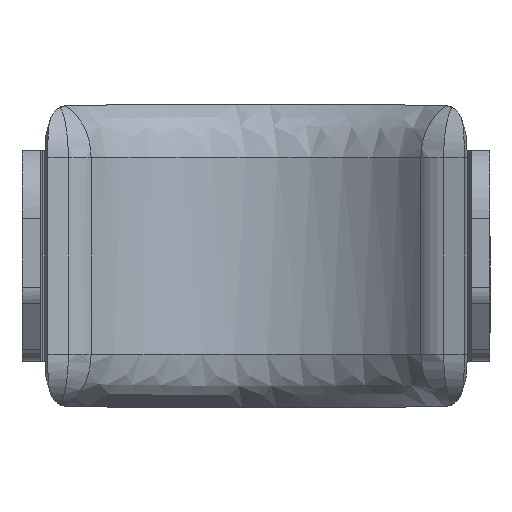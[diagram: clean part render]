
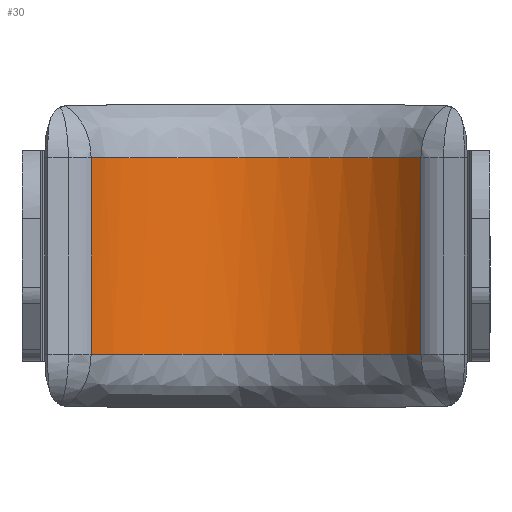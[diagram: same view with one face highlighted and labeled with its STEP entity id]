
A CAD part, front view. The second image highlights one B-rep face of the part: STEP entity #30.
In plain terms, the highlighted free-form (B-spline) face has degree [3, 1] with [34, 2] control points.
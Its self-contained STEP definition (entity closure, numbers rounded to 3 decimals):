
#30=ADVANCED_FACE('',(#274),#3450,.T.);
#274=FACE_OUTER_BOUND('',#505,.T.);
#505=EDGE_LOOP('',(#770,#771,#772,#773));
#770=ORIENTED_EDGE('',*,*,#1928,.T.);
#771=ORIENTED_EDGE('',*,*,#1848,.T.);
#772=ORIENTED_EDGE('',*,*,#1911,.T.);
#773=ORIENTED_EDGE('',*,*,#1849,.T.);
#1848=EDGE_CURVE('',#2943,#2944,#2524,.T.);
#1849=EDGE_CURVE('',#2945,#2942,#2525,.T.);
#1911=EDGE_CURVE('',#2944,#2945,#2405,.T.);
#1928=EDGE_CURVE('',#2942,#2943,#2409,.T.);
#2405=(
BOUNDED_CURVE()
B_SPLINE_CURVE(2,(#5894,#5895,#5896,#5897,#5898),.UNSPECIFIED.,.F.,.F.)
B_SPLINE_CURVE_WITH_KNOTS((3,2,3),(0.,20.629,41.259),
 .UNSPECIFIED.)
CURVE()
GEOMETRIC_REPRESENTATION_ITEM()
RATIONAL_B_SPLINE_CURVE((1.,0.901,1.,0.901,1.))
REPRESENTATION_ITEM('')
);
#2409=(
BOUNDED_CURVE()
B_SPLINE_CURVE(2,(#6048,#6049,#6050,#6051,#6052),.UNSPECIFIED.,.F.,.F.)
B_SPLINE_CURVE_WITH_KNOTS((3,2,3),(-41.259,-20.629,
0.),.UNSPECIFIED.)
CURVE()
GEOMETRIC_REPRESENTATION_ITEM()
RATIONAL_B_SPLINE_CURVE((1.,0.901,1.,0.901,1.))
REPRESENTATION_ITEM('')
);
#2524=B_SPLINE_CURVE_WITH_KNOTS('',1,(#5527,#5528),.UNSPECIFIED.,.F.,.F.,
(2,2),(0.,21.434),.UNSPECIFIED.);
#2525=B_SPLINE_CURVE_WITH_KNOTS('',1,(#5529,#5530),.UNSPECIFIED.,.F.,.F.,
(2,2),(-21.434,0.),.UNSPECIFIED.);
#2942=VERTEX_POINT('',#5415);
#2943=VERTEX_POINT('',#5416);
#2944=VERTEX_POINT('',#5417);
#2945=VERTEX_POINT('',#5418);
#3450=B_SPLINE_SURFACE_WITH_KNOTS('',3,1,((#4005,#4006),(#4007,#4008),(#4009,
#4010),(#4011,#4012),(#4013,#4014),(#4015,#4016),(#4017,#4018),(#4019,#4020),
(#4021,#4022),(#4023,#4024),(#4025,#4026),(#4027,#4028),(#4029,#4030),(#4031,
#4032),(#4033,#4034),(#4035,#4036),(#4037,#4038),(#4039,#4040),(#4041,#4042),
(#4043,#4044),(#4045,#4046),(#4047,#4048),(#4049,#4050),(#4051,#4052),(#4053,
#4054),(#4055,#4056),(#4057,#4058),(#4059,#4060),(#4061,#4062),(#4063,#4064),
(#4065,#4066),(#4067,#4068),(#4069,#4070),(#4071,#4072)),.UNSPECIFIED.,
 .F.,.F.,.F.,(4,2,2,2,2,2,2,2,2,2,2,2,2,2,2,2,4),(2,2),(0.,2.579,
5.157,7.736,10.315,12.893,15.472,
18.051,20.629,23.208,25.787,28.365,
30.944,33.523,36.101,38.68,41.259),
(0.,21.434),.UNSPECIFIED.);
#4005=CARTESIAN_POINT('',(5.527,60.419,-11.052));
#4006=CARTESIAN_POINT('',(5.527,60.419,10.382));
#4007=CARTESIAN_POINT('',(6.064,61.091,-11.052));
#4008=CARTESIAN_POINT('',(6.064,61.091,10.382));
#4009=CARTESIAN_POINT('',(6.638,61.733,-11.052));
#4010=CARTESIAN_POINT('',(6.638,61.733,10.382));
#4011=CARTESIAN_POINT('',(7.854,62.948,-11.052));
#4012=CARTESIAN_POINT('',(7.854,62.948,10.382));
#4013=CARTESIAN_POINT('',(8.496,63.521,-11.052));
#4014=CARTESIAN_POINT('',(8.496,63.521,10.382));
#4015=CARTESIAN_POINT('',(9.841,64.592,-11.052));
#4016=CARTESIAN_POINT('',(9.841,64.592,10.382));
#4017=CARTESIAN_POINT('',(10.543,65.09,-11.052));
#4018=CARTESIAN_POINT('',(10.543,65.09,10.382));
#4019=CARTESIAN_POINT('',(12.,66.004,-11.052));
#4020=CARTESIAN_POINT('',(12.,66.004,10.382));
#4021=CARTESIAN_POINT('',(12.753,66.42,-11.052));
#4022=CARTESIAN_POINT('',(12.753,66.42,10.382));
#4023=CARTESIAN_POINT('',(14.302,67.165,-11.052));
#4024=CARTESIAN_POINT('',(14.302,67.165,10.382));
#4025=CARTESIAN_POINT('',(15.098,67.495,-11.052));
#4026=CARTESIAN_POINT('',(15.098,67.495,10.382));
#4027=CARTESIAN_POINT('',(16.72,68.062,-11.052));
#4028=CARTESIAN_POINT('',(16.72,68.062,10.382));
#4029=CARTESIAN_POINT('',(17.548,68.3,-11.052));
#4030=CARTESIAN_POINT('',(17.548,68.3,10.382));
#4031=CARTESIAN_POINT('',(19.224,68.682,-11.052));
#4032=CARTESIAN_POINT('',(19.224,68.682,10.382));
#4033=CARTESIAN_POINT('',(20.073,68.827,-11.052));
#4034=CARTESIAN_POINT('',(20.073,68.827,10.382));
#4035=CARTESIAN_POINT('',(21.781,69.019,-11.052));
#4036=CARTESIAN_POINT('',(21.781,69.019,10.382));
#4037=CARTESIAN_POINT('',(22.64,69.067,-11.052));
#4038=CARTESIAN_POINT('',(22.64,69.067,10.382));
#4039=CARTESIAN_POINT('',(24.36,69.067,-11.052));
#4040=CARTESIAN_POINT('',(24.36,69.067,10.382));
#4041=CARTESIAN_POINT('',(25.219,69.019,-11.052));
#4042=CARTESIAN_POINT('',(25.219,69.019,10.382));
#4043=CARTESIAN_POINT('',(26.927,68.827,-11.052));
#4044=CARTESIAN_POINT('',(26.927,68.827,10.382));
#4045=CARTESIAN_POINT('',(27.776,68.682,-11.052));
#4046=CARTESIAN_POINT('',(27.776,68.682,10.382));
#4047=CARTESIAN_POINT('',(29.452,68.3,-11.052));
#4048=CARTESIAN_POINT('',(29.452,68.3,10.382));
#4049=CARTESIAN_POINT('',(30.28,68.062,-11.052));
#4050=CARTESIAN_POINT('',(30.28,68.062,10.382));
#4051=CARTESIAN_POINT('',(31.902,67.495,-11.052));
#4052=CARTESIAN_POINT('',(31.902,67.495,10.382));
#4053=CARTESIAN_POINT('',(32.698,67.165,-11.052));
#4054=CARTESIAN_POINT('',(32.698,67.165,10.382));
#4055=CARTESIAN_POINT('',(34.247,66.42,-11.052));
#4056=CARTESIAN_POINT('',(34.247,66.42,10.382));
#4057=CARTESIAN_POINT('',(35.001,66.004,-11.052));
#4058=CARTESIAN_POINT('',(35.001,66.004,10.382));
#4059=CARTESIAN_POINT('',(36.457,65.09,-11.052));
#4060=CARTESIAN_POINT('',(36.457,65.09,10.382));
#4061=CARTESIAN_POINT('',(37.159,64.592,-11.052));
#4062=CARTESIAN_POINT('',(37.159,64.592,10.382));
#4063=CARTESIAN_POINT('',(38.503,63.521,-11.052));
#4064=CARTESIAN_POINT('',(38.503,63.521,10.382));
#4065=CARTESIAN_POINT('',(39.146,62.947,-11.052));
#4066=CARTESIAN_POINT('',(39.146,62.947,10.382));
#4067=CARTESIAN_POINT('',(40.362,61.733,-11.052));
#4068=CARTESIAN_POINT('',(40.362,61.733,10.382));
#4069=CARTESIAN_POINT('',(40.936,61.091,-11.052));
#4070=CARTESIAN_POINT('',(40.936,61.091,10.382));
#4071=CARTESIAN_POINT('',(41.473,60.419,-11.052));
#4072=CARTESIAN_POINT('',(41.473,60.419,10.382));
#5415=CARTESIAN_POINT('',(5.527,60.419,-11.052));
#5416=CARTESIAN_POINT('',(41.473,60.419,-11.052));
#5417=CARTESIAN_POINT('',(41.473,60.419,10.382));
#5418=CARTESIAN_POINT('',(5.527,60.419,10.382));
#5527=CARTESIAN_POINT('',(41.473,60.419,-11.052));
#5528=CARTESIAN_POINT('',(41.473,60.419,10.382));
#5529=CARTESIAN_POINT('',(5.527,60.419,10.382));
#5530=CARTESIAN_POINT('',(5.527,60.419,-11.052));
#5894=CARTESIAN_POINT('',(41.473,60.419,10.382));
#5895=CARTESIAN_POINT('',(34.567,69.067,10.382));
#5896=CARTESIAN_POINT('',(23.5,69.067,10.382));
#5897=CARTESIAN_POINT('',(12.433,69.067,10.382));
#5898=CARTESIAN_POINT('',(5.527,60.419,10.382));
#6048=CARTESIAN_POINT('',(5.527,60.419,-11.052));
#6049=CARTESIAN_POINT('',(12.433,69.067,-11.052));
#6050=CARTESIAN_POINT('',(23.5,69.067,-11.052));
#6051=CARTESIAN_POINT('',(34.567,69.067,-11.052));
#6052=CARTESIAN_POINT('',(41.473,60.419,-11.052));
